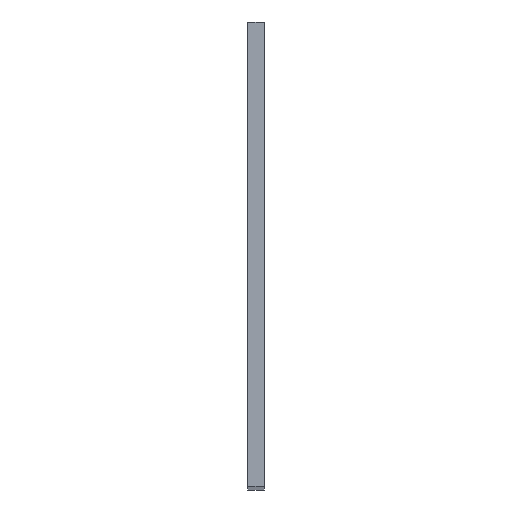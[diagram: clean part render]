
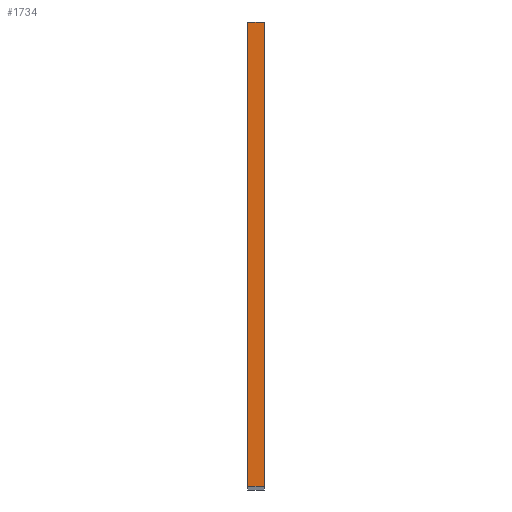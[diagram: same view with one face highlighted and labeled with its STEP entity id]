
A CAD part, top view. The second image highlights one B-rep face of the part: STEP entity #1734.
In plain terms, the highlighted planar face has unit normal (0, 0, 1).
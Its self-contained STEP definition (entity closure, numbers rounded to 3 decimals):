
#132 = AXIS2_PLACEMENT_3D ( 'NONE', #1186, #335, #1852 ) ;
#143 = VERTEX_POINT ( 'NONE', #631 ) ;
#192 = EDGE_CURVE ( 'NONE', #798, #143, #1327, .T. ) ;
#201 = VECTOR ( 'NONE', #1678, 1000. ) ;
#220 = CARTESIAN_POINT ( 'NONE',  ( 0., -45., 195. ) ) ;
#301 = DIRECTION ( 'NONE',  ( -1., 0., 0. ) ) ;
#335 = DIRECTION ( 'NONE',  ( 0., 0., -1. ) ) ;
#370 = ORIENTED_EDGE ( 'NONE', *, *, #818, .F. ) ;
#428 = EDGE_CURVE ( 'NONE', #143, #1045, #2179, .T. ) ;
#446 = CARTESIAN_POINT ( 'NONE',  ( 3.175, 45., 195. ) ) ;
#570 = ORIENTED_EDGE ( 'NONE', *, *, #428, .T. ) ;
#631 = CARTESIAN_POINT ( 'NONE',  ( 0., 45., 195. ) ) ;
#798 = VERTEX_POINT ( 'NONE', #446 ) ;
#818 = EDGE_CURVE ( 'NONE', #798, #1279, #2146, .T. ) ;
#833 = CARTESIAN_POINT ( 'NONE',  ( 3.175, -45., 195. ) ) ;
#854 = FACE_OUTER_BOUND ( 'NONE', #1453, .T. ) ;
#961 = VECTOR ( 'NONE', #301, 1000. ) ;
#1007 = EDGE_CURVE ( 'NONE', #1279, #1045, #1740, .T. ) ;
#1045 = VERTEX_POINT ( 'NONE', #220 ) ;
#1186 = CARTESIAN_POINT ( 'NONE',  ( 3.175, -45., 195. ) ) ;
#1210 = DIRECTION ( 'NONE',  ( -1., 0., 0. ) ) ;
#1241 = VECTOR ( 'NONE', #1210, 1000. ) ;
#1242 = CARTESIAN_POINT ( 'NONE',  ( 3.175, -45., 195. ) ) ;
#1279 = VERTEX_POINT ( 'NONE', #833 ) ;
#1303 = CARTESIAN_POINT ( 'NONE',  ( 3.175, -45., 195. ) ) ;
#1327 = LINE ( 'NONE', #1640, #961 ) ;
#1335 = CARTESIAN_POINT ( 'NONE',  ( 0., -45., 195. ) ) ;
#1453 = EDGE_LOOP ( 'NONE', ( #570, #2035, #370, #1590 ) ) ;
#1590 = ORIENTED_EDGE ( 'NONE', *, *, #192, .T. ) ;
#1640 = CARTESIAN_POINT ( 'NONE',  ( 3.175, 45., 195. ) ) ;
#1678 = DIRECTION ( 'NONE',  ( 0., -1., 0. ) ) ;
#1734 = ADVANCED_FACE ( 'NONE', ( #854 ), #2175, .F. ) ;
#1740 = LINE ( 'NONE', #1242, #1241 ) ;
#1852 = DIRECTION ( 'NONE',  ( -1., 0., 0. ) ) ;
#1952 = VECTOR ( 'NONE', #1974, 1000. ) ;
#1974 = DIRECTION ( 'NONE',  ( 0., -1., 0. ) ) ;
#2035 = ORIENTED_EDGE ( 'NONE', *, *, #1007, .F. ) ;
#2146 = LINE ( 'NONE', #1303, #1952 ) ;
#2175 = PLANE ( 'NONE',  #132 ) ;
#2179 = LINE ( 'NONE', #1335, #201 ) ;
